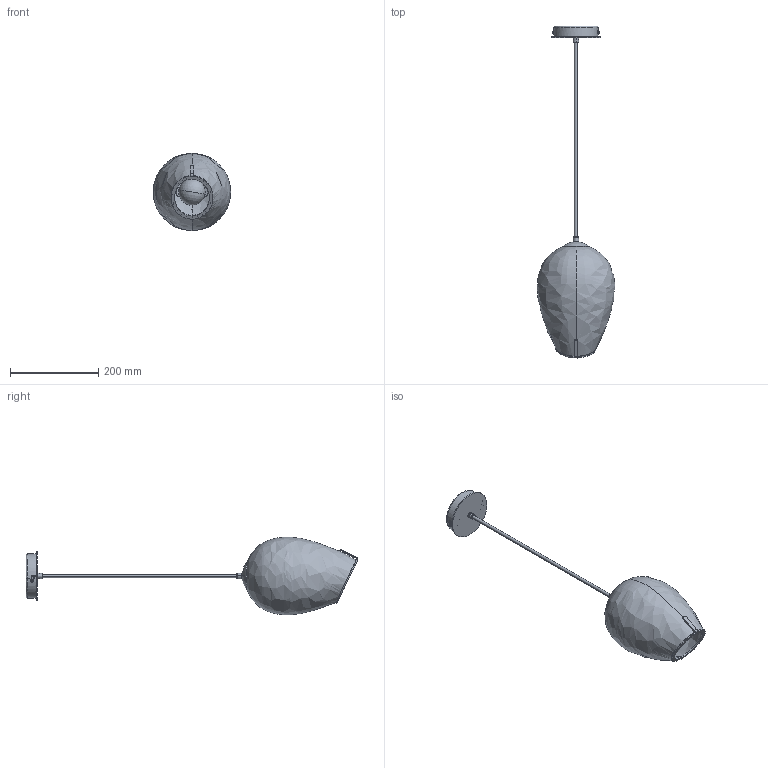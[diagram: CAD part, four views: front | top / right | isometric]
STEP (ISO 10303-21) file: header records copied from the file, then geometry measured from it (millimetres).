
FILE_DESCRIPTION (( 'STEP AP214' ), '1' );
FILE_NAME ('EQILIBRIO_SOSP_PICCOLA_3D.STEP', '2023-07-04T07:00:20', ( '' ), ( '' ), 'SwSTEP 2.0', 'SolidWorks 2014', '' );
FILE_SCHEMA (( 'AUTOMOTIVE_DESIGN' ));
Length unit declared in the file: millimetre
Products named in the file (35): rondella dentellata d 3; 048PXS_002.SLDDRW; PTL_E27_EMC_COLOSIO_CERAMICO; LAMP E27; CAVO; 048PXS_003.SLDDRW; 048PXS_001; 001PS_001; BLOCCACAVO STEAB ART 5100; 065PS_002; vite tc m3x12 croce; 001PS_004; AVS_STAFFA_SUPPORTO_ART_1716; BOA_100_ASSIEME_alimentazione; EQILIBRIO_SOSP_PICCOLA_3D; AVS_302A; 065PS_004
Assembly tree (19 placements, depth 3):
  rondella dentellata d 3
  048PXS_002.SLDDRW
  LAMP E27
  CAVO
  048PXS_003.SLDDRW
Bounding box: 175.81 x 752.01 x 175.35 mm (x, y, z)
Volume: 598267.6 mm3; surface area: 342128.5 mm2
Topology: 18 solids, 18 shells, 515 faces, 1278 edges, 802 vertices
Faces by surface type: plane 274, cylinder 157, cone 42, torus 23, bspline 11, sphere 8
Entity records: 15153 total; most frequent: CARTESIAN_POINT 4735, DIRECTION 2014, ORIENTED_EDGE 1918, EDGE_CURVE 959, AXIS2_PLACEMENT_3D 754, VERTEX_POINT 596, LINE 506, VECTOR 506
